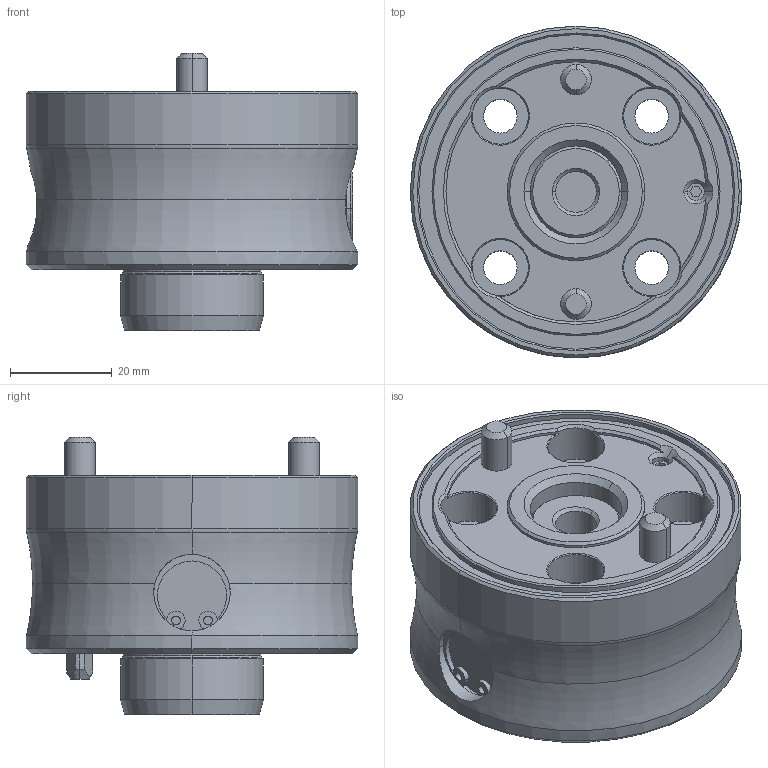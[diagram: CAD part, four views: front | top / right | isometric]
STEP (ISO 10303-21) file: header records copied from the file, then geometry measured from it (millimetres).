
FILE_DESCRIPTION (( 'STEP AP203' ), '1' );
FILE_NAME ('cp125-06501.STEP', '2021-10-25T23:50:40', ( '' ), ( '' ), 'SwSTEP 2.0', 'SolidWorks 2020', '' );
FILE_SCHEMA (( 'CONFIG_CONTROL_DESIGN' ));
Length unit declared in the file: millimetre
Products named in the file (3): cp125-06501_01; cp125-06501_02; cp125-06501
Assembly tree (2 placements, depth 2):
  cp125-06501
    cp125-06501_01
    cp125-06501_02
Bounding box: 65 x 65 x 54.5 mm (x, y, z)
Volume: 104068.8 mm3; surface area: 21440.8 mm2
Topology: 2 solids, 4 shells, 276 faces, 672 edges, 408 vertices
Faces by surface type: cone 107, cylinder 96, plane 61, torus 12
Entity records: 8717 total; most frequent: CARTESIAN_POINT 1883, DIRECTION 1475, ORIENTED_EDGE 1312, EDGE_CURVE 656, AXIS2_PLACEMENT_3D 617, VERTEX_POINT 408, CIRCLE 336, EDGE_LOOP 308
